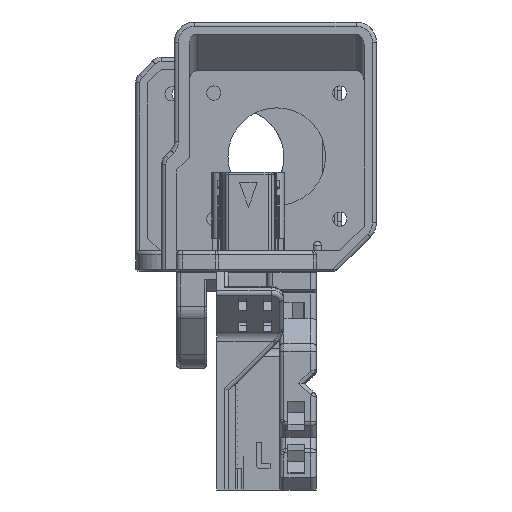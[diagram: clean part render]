
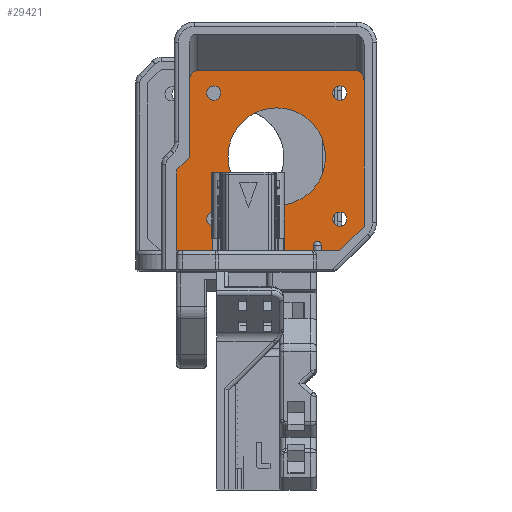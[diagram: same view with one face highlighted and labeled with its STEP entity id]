
A CAD part, left-side view. The second image highlights one B-rep face of the part: STEP entity #29421.
In plain terms, the highlighted planar face has unit normal (-1, 0, 0).
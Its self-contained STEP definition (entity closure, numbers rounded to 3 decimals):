
#190=FACE_BOUND('',#4458,.T.);
#191=FACE_BOUND('',#4459,.T.);
#192=FACE_BOUND('',#4460,.T.);
#193=FACE_BOUND('',#4461,.T.);
#194=FACE_BOUND('',#4462,.T.);
#779=ELLIPSE('',#31242,2.826,2.);
#780=ELLIPSE('',#31243,2.826,2.);
#1001=CIRCLE('',#31228,1.);
#1002=CIRCLE('',#31230,1.);
#1005=CIRCLE('',#31244,12.);
#1006=CIRCLE('',#31245,1.75);
#1007=CIRCLE('',#31246,1.75);
#1008=CIRCLE('',#31247,1.75);
#1009=CIRCLE('',#31248,1.75);
#1933=PLANE('',#31241);
#2721=FACE_OUTER_BOUND('',#4457,.T.);
#4457=EDGE_LOOP('',(#20531,#20532,#20533,#20534,#20535,#20536,#20537,#20538,
#20539,#20540,#20541,#20542,#20543,#20544,#20545,#20546,#20547));
#4458=EDGE_LOOP('',(#20548));
#4459=EDGE_LOOP('',(#20549));
#4460=EDGE_LOOP('',(#20550));
#4461=EDGE_LOOP('',(#20551));
#4462=EDGE_LOOP('',(#20552));
#6230=LINE('',#41529,#8904);
#6353=LINE('',#42445,#9027);
#6355=LINE('',#42449,#9029);
#6363=LINE('',#42481,#9037);
#6368=LINE('',#42492,#9042);
#6370=LINE('',#42497,#9044);
#6374=LINE('',#42506,#9048);
#6375=LINE('',#42509,#9049);
#6377=LINE('',#42513,#9051);
#6378=LINE('',#42514,#9052);
#6379=LINE('',#42516,#9053);
#6380=LINE('',#42518,#9054);
#6381=LINE('',#42520,#9055);
#8904=VECTOR('',#33444,10.);
#9027=VECTOR('',#33957,10.);
#9029=VECTOR('',#33961,10.);
#9037=VECTOR('',#33993,10.);
#9042=VECTOR('',#34004,10.);
#9044=VECTOR('',#34008,10.);
#9048=VECTOR('',#34018,10.);
#9049=VECTOR('',#34021,10.);
#9051=VECTOR('',#34027,10.);
#9052=VECTOR('',#34028,10.);
#9053=VECTOR('',#34029,10.);
#9054=VECTOR('',#34030,10.);
#9055=VECTOR('',#34031,10.);
#12417=VERTEX_POINT('',#41523);
#12419=VERTEX_POINT('',#41527);
#12575=VERTEX_POINT('',#42444);
#12576=VERTEX_POINT('',#42448);
#12581=VERTEX_POINT('',#42462);
#12582=VERTEX_POINT('',#42463);
#12583=VERTEX_POINT('',#42468);
#12584=VERTEX_POINT('',#42469);
#12587=VERTEX_POINT('',#42478);
#12588=VERTEX_POINT('',#42480);
#12591=VERTEX_POINT('',#42490);
#12593=VERTEX_POINT('',#42496);
#12595=VERTEX_POINT('',#42504);
#12596=VERTEX_POINT('',#42508);
#12597=VERTEX_POINT('',#42515);
#12598=VERTEX_POINT('',#42517);
#12599=VERTEX_POINT('',#42519);
#12600=VERTEX_POINT('',#42522);
#12601=VERTEX_POINT('',#42524);
#12602=VERTEX_POINT('',#42526);
#12603=VERTEX_POINT('',#42528);
#12604=VERTEX_POINT('',#42530);
#15329=EDGE_CURVE('',#12419,#12417,#6230,.T.);
#15580=EDGE_CURVE('',#12575,#12419,#6353,.T.);
#15582=EDGE_CURVE('',#12417,#12576,#6355,.T.);
#15588=EDGE_CURVE('',#12581,#12582,#1001,.F.);
#15591=EDGE_CURVE('',#12583,#12584,#1002,.F.);
#15596=EDGE_CURVE('',#12588,#12587,#6363,.T.);
#15602=EDGE_CURVE('',#12581,#12591,#6368,.T.);
#15604=EDGE_CURVE('',#12593,#12584,#6370,.T.);
#15609=EDGE_CURVE('',#12583,#12595,#6374,.T.);
#15610=EDGE_CURVE('',#12596,#12582,#6375,.T.);
#15612=EDGE_CURVE('',#12587,#12576,#779,.T.);
#15613=EDGE_CURVE('',#12575,#12593,#6377,.T.);
#15614=EDGE_CURVE('',#12595,#12596,#6378,.T.);
#15615=EDGE_CURVE('',#12591,#12597,#6379,.T.);
#15616=EDGE_CURVE('',#12597,#12598,#6380,.T.);
#15617=EDGE_CURVE('',#12599,#12598,#6381,.T.);
#15618=EDGE_CURVE('',#12599,#12588,#780,.T.);
#15619=EDGE_CURVE('',#12600,#12600,#1005,.T.);
#15620=EDGE_CURVE('',#12601,#12601,#1006,.T.);
#15621=EDGE_CURVE('',#12602,#12602,#1007,.T.);
#15622=EDGE_CURVE('',#12603,#12603,#1008,.T.);
#15623=EDGE_CURVE('',#12604,#12604,#1009,.T.);
#20531=ORIENTED_EDGE('',*,*,#15612,.T.);
#20532=ORIENTED_EDGE('',*,*,#15582,.F.);
#20533=ORIENTED_EDGE('',*,*,#15329,.F.);
#20534=ORIENTED_EDGE('',*,*,#15580,.F.);
#20535=ORIENTED_EDGE('',*,*,#15613,.T.);
#20536=ORIENTED_EDGE('',*,*,#15604,.T.);
#20537=ORIENTED_EDGE('',*,*,#15591,.F.);
#20538=ORIENTED_EDGE('',*,*,#15609,.T.);
#20539=ORIENTED_EDGE('',*,*,#15614,.T.);
#20540=ORIENTED_EDGE('',*,*,#15610,.T.);
#20541=ORIENTED_EDGE('',*,*,#15588,.F.);
#20542=ORIENTED_EDGE('',*,*,#15602,.T.);
#20543=ORIENTED_EDGE('',*,*,#15615,.T.);
#20544=ORIENTED_EDGE('',*,*,#15616,.T.);
#20545=ORIENTED_EDGE('',*,*,#15617,.F.);
#20546=ORIENTED_EDGE('',*,*,#15618,.T.);
#20547=ORIENTED_EDGE('',*,*,#15596,.T.);
#20548=ORIENTED_EDGE('',*,*,#15619,.T.);
#20549=ORIENTED_EDGE('',*,*,#15620,.T.);
#20550=ORIENTED_EDGE('',*,*,#15621,.T.);
#20551=ORIENTED_EDGE('',*,*,#15622,.T.);
#20552=ORIENTED_EDGE('',*,*,#15623,.T.);
#29421=ADVANCED_FACE('',(#2721,#190,#191,#192,#193,#194),#1933,.F.);
#31228=AXIS2_PLACEMENT_3D('',#42464,#33977,#33978);
#31230=AXIS2_PLACEMENT_3D('',#42470,#33983,#33984);
#31241=AXIS2_PLACEMENT_3D('',#42511,#34023,#34024);
#31242=AXIS2_PLACEMENT_3D('',#42512,#34025,#34026);
#31243=AXIS2_PLACEMENT_3D('',#42521,#34032,#34033);
#31244=AXIS2_PLACEMENT_3D('',#42523,#34034,#34035);
#31245=AXIS2_PLACEMENT_3D('',#42525,#34036,#34037);
#31246=AXIS2_PLACEMENT_3D('',#42527,#34038,#34039);
#31247=AXIS2_PLACEMENT_3D('',#42529,#34040,#34041);
#31248=AXIS2_PLACEMENT_3D('',#42531,#34042,#34043);
#33444=DIRECTION('',(0.,-0.707,0.707));
#33957=DIRECTION('',(0.,0.,1.));
#33961=DIRECTION('',(0.,0.,1.));
#33977=DIRECTION('center_axis',(1.,0.,0.));
#33978=DIRECTION('ref_axis',(0.,-0.707,0.707));
#33983=DIRECTION('center_axis',(1.,0.,0.));
#33984=DIRECTION('ref_axis',(0.,-0.707,0.707));
#33993=DIRECTION('',(0.,1.,0.));
#34004=DIRECTION('',(0.,0.,-1.));
#34008=DIRECTION('',(0.,0.,1.));
#34018=DIRECTION('',(0.,0.,-1.));
#34021=DIRECTION('',(0.,0.,1.));
#34023=DIRECTION('center_axis',(1.,0.,0.));
#34024=DIRECTION('ref_axis',(0.,1.,0.));
#34025=DIRECTION('center_axis',(-1.,0.,0.));
#34026=DIRECTION('ref_axis',(0.,0.,1.));
#34027=DIRECTION('',(0.,-1.,0.));
#34028=DIRECTION('',(0.,-1.,0.));
#34029=DIRECTION('',(0.,-1.,0.));
#34030=DIRECTION('',(0.,-0.707,0.707));
#34031=DIRECTION('',(0.,0.,-1.));
#34032=DIRECTION('center_axis',(-1.,0.,0.));
#34033=DIRECTION('ref_axis',(0.,0.,
1.));
#34034=DIRECTION('center_axis',(1.,0.,0.));
#34035=DIRECTION('ref_axis',(0.,1.,0.));
#34036=DIRECTION('center_axis',(1.,0.,0.));
#34037=DIRECTION('ref_axis',(0.,0.,1.));
#34038=DIRECTION('center_axis',(1.,0.,0.));
#34039=DIRECTION('ref_axis',(0.,0.,1.));
#34040=DIRECTION('center_axis',(1.,0.,0.));
#34041=DIRECTION('ref_axis',(0.,0.,1.));
#34042=DIRECTION('center_axis',(1.,0.,0.));
#34043=DIRECTION('ref_axis',(0.,0.,1.));
#41523=CARTESIAN_POINT('',(-325.725,28.542,80.544));
#41527=CARTESIAN_POINT('',(-325.725,31.592,77.494));
#41529=CARTESIAN_POINT('',(-325.725,32.81,76.276));
#42444=CARTESIAN_POINT('',(-325.725,31.592,57.65));
#42445=CARTESIAN_POINT('',(-325.725,31.592,62.374));
#42448=CARTESIAN_POINT('',(-325.725,28.542,99.077));
#42449=CARTESIAN_POINT('',(-325.725,28.542,57.338));
#42462=CARTESIAN_POINT('',(-325.725,-3.958,58.903));
#42463=CARTESIAN_POINT('',(-325.725,-1.958,58.903));
#42464=CARTESIAN_POINT('Origin',(-325.725,-2.958,58.903));
#42468=CARTESIAN_POINT('',(-325.725,19.042,58.903));
#42469=CARTESIAN_POINT('',(-325.725,21.042,58.903));
#42470=CARTESIAN_POINT('Origin',(-325.725,20.042,58.903));
#42478=CARTESIAN_POINT('',(-325.725,26.542,101.903));
#42480=CARTESIAN_POINT('',(-325.725,-12.458,101.903));
#42481=CARTESIAN_POINT('',(-325.725,28.542,101.903));
#42490=CARTESIAN_POINT('',(-325.725,-3.958,57.65));
#42492=CARTESIAN_POINT('',(-325.725,-3.958,67.013));
#42496=CARTESIAN_POINT('',(-325.725,21.042,57.65));
#42497=CARTESIAN_POINT('',(-325.725,21.042,68.64));
#42504=CARTESIAN_POINT('',(-325.725,19.042,57.65));
#42506=CARTESIAN_POINT('',(-325.725,19.042,68.64));
#42508=CARTESIAN_POINT('',(-325.725,-1.958,57.65));
#42509=CARTESIAN_POINT('',(-325.725,-1.958,68.64));
#42511=CARTESIAN_POINT('Origin',(-325.725,8.292,77.376));
#42512=CARTESIAN_POINT('Origin',(-325.725,26.542,99.077));
#42513=CARTESIAN_POINT('',(-325.725,-0.958,57.65));
#42514=CARTESIAN_POINT('',(-325.725,-0.958,57.65));
#42515=CARTESIAN_POINT('',(-325.725,-8.422,57.65));
#42516=CARTESIAN_POINT('',(-325.725,0.435,57.65));
#42517=CARTESIAN_POINT('',(-325.725,-14.458,63.686));
#42518=CARTESIAN_POINT('',(-325.725,-9.675,58.903));
#42519=CARTESIAN_POINT('',(-325.725,-14.458,99.077));
#42520=CARTESIAN_POINT('',(-325.725,-14.458,88.23));
#42521=CARTESIAN_POINT('Origin',(-325.725,-12.458,99.077));
#42522=CARTESIAN_POINT('',(-325.725,-4.958,80.775));
#42523=CARTESIAN_POINT('Origin',(-325.725,7.042,80.775));
#42524=CARTESIAN_POINT('',(-325.725,22.542,94.653));
#42525=CARTESIAN_POINT('Origin',(-325.725,22.542,96.403));
#42526=CARTESIAN_POINT('',(-325.725,22.542,63.653));
#42527=CARTESIAN_POINT('Origin',(-325.725,22.542,65.403));
#42528=CARTESIAN_POINT('',(-325.725,-8.458,94.653));
#42529=CARTESIAN_POINT('Origin',(-325.725,-8.458,96.403));
#42530=CARTESIAN_POINT('',(-325.725,-8.458,63.653));
#42531=CARTESIAN_POINT('Origin',(-325.725,-8.458,65.403));
